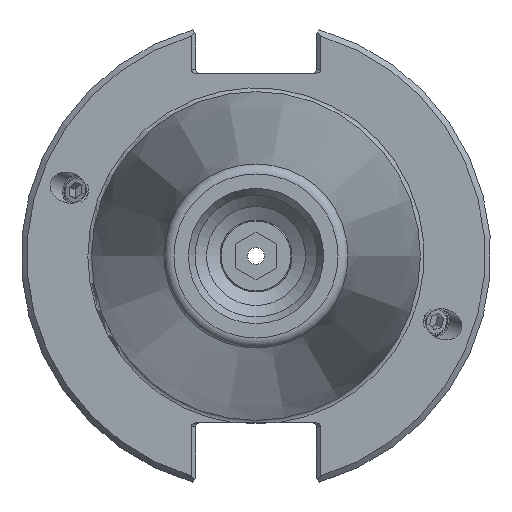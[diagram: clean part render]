
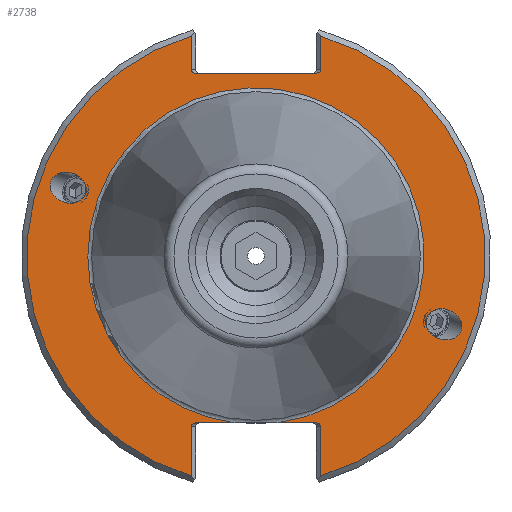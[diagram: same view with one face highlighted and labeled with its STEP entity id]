
A CAD part, left-side view. The second image highlights one B-rep face of the part: STEP entity #2738.
In plain terms, the highlighted planar face has unit normal (-1, 0, 0).
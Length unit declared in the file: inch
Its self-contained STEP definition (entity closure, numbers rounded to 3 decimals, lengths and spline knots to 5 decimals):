
#133=LINE('',#5478,#273);
#142=LINE('',#5513,#282);
#149=LINE('',#5542,#289);
#158=LINE('',#5577,#298);
#159=LINE('',#5590,#299);
#164=LINE('',#5638,#304);
#165=LINE('',#5641,#305);
#273=VECTOR('',#3413,0.1782);
#282=VECTOR('',#3442,0.1782);
#289=VECTOR('',#3465,0.2622);
#298=VECTOR('',#3494,0.2622);
#299=VECTOR('',#3507,0.63343);
#304=VECTOR('',#3542,0.205);
#305=VECTOR('',#3547,0.205);
#447=PLANE('',#2985);
#531=ELLIPSE('',#2866,0.09853,0.08071);
#532=ELLIPSE('',#2874,0.09853,0.08071);
#533=ELLIPSE('',#2930,0.02828,0.02);
#540=ELLIPSE('',#2944,0.02828,0.02);
#541=ELLIPSE('',#2948,0.02828,0.02);
#548=ELLIPSE('',#2962,0.02828,0.02);
#595=FACE_BOUND('',#939,.T.);
#596=FACE_BOUND('',#940,.T.);
#721=FACE_OUTER_BOUND('',#938,.T.);
#938=EDGE_LOOP('',(#2222,#2223,#2224,#2225,#2226,#2227,#2228,#2229,#2230,
#2231,#2232,#2233,#2234,#2235));
#939=EDGE_LOOP('',(#2236));
#940=EDGE_LOOP('',(#2237));
#1118=CIRCLE('',#2983,0.895);
#1120=CIRCLE('',#2986,1.22);
#1121=CIRCLE('',#2987,1.22);
#1258=VERTEX_POINT('',#4112);
#1261=VERTEX_POINT('',#4123);
#1351=VERTEX_POINT('',#5456);
#1352=VERTEX_POINT('',#5458);
#1357=VERTEX_POINT('',#5474);
#1363=VERTEX_POINT('',#5498);
#1364=VERTEX_POINT('',#5500);
#1367=VERTEX_POINT('',#5512);
#1368=VERTEX_POINT('',#5518);
#1369=VERTEX_POINT('',#5519);
#1375=VERTEX_POINT('',#5538);
#1381=VERTEX_POINT('',#5562);
#1382=VERTEX_POINT('',#5564);
#1385=VERTEX_POINT('',#5576);
#1394=VERTEX_POINT('',#5621);
#1395=VERTEX_POINT('',#5622);
#1529=EDGE_CURVE('',#1258,#1258,#531,.T.);
#1532=EDGE_CURVE('',#1261,#1261,#532,.T.);
#1644=EDGE_CURVE('',#1351,#1352,#533,.T.);
#1653=EDGE_CURVE('',#1357,#1351,#133,.T.);
#1663=EDGE_CURVE('',#1363,#1364,#540,.T.);
#1668=EDGE_CURVE('',#1364,#1367,#142,.T.);
#1670=EDGE_CURVE('',#1368,#1369,#541,.T.);
#1681=EDGE_CURVE('',#1375,#1368,#149,.T.);
#1691=EDGE_CURVE('',#1381,#1382,#548,.T.);
#1696=EDGE_CURVE('',#1382,#1385,#158,.T.);
#1701=EDGE_CURVE('',#1352,#1363,#159,.T.);
#1715=EDGE_CURVE('',#1394,#1395,#1118,.T.);
#1717=EDGE_CURVE('',#1369,#1394,#164,.T.);
#1718=EDGE_CURVE('',#1367,#1375,#1120,.T.);
#1719=EDGE_CURVE('',#1385,#1357,#1121,.T.);
#1720=EDGE_CURVE('',#1395,#1381,#165,.T.);
#2222=ORIENTED_EDGE('',*,*,#1715,.F.);
#2223=ORIENTED_EDGE('',*,*,#1717,.F.);
#2224=ORIENTED_EDGE('',*,*,#1670,.F.);
#2225=ORIENTED_EDGE('',*,*,#1681,.F.);
#2226=ORIENTED_EDGE('',*,*,#1718,.F.);
#2227=ORIENTED_EDGE('',*,*,#1668,.F.);
#2228=ORIENTED_EDGE('',*,*,#1663,.F.);
#2229=ORIENTED_EDGE('',*,*,#1701,.F.);
#2230=ORIENTED_EDGE('',*,*,#1644,.F.);
#2231=ORIENTED_EDGE('',*,*,#1653,.F.);
#2232=ORIENTED_EDGE('',*,*,#1719,.F.);
#2233=ORIENTED_EDGE('',*,*,#1696,.F.);
#2234=ORIENTED_EDGE('',*,*,#1691,.F.);
#2235=ORIENTED_EDGE('',*,*,#1720,.F.);
#2236=ORIENTED_EDGE('',*,*,#1529,.T.);
#2237=ORIENTED_EDGE('',*,*,#1532,.T.);
#2738=ADVANCED_FACE('',(#721,#595,#596),#447,.T.);
#2866=AXIS2_PLACEMENT_3D('',#4113,#3224,#3225);
#2874=AXIS2_PLACEMENT_3D('',#4124,#3240,#3241);
#2930=AXIS2_PLACEMENT_3D('',#5459,#3395,#3396);
#2944=AXIS2_PLACEMENT_3D('',#5501,#3433,#3434);
#2948=AXIS2_PLACEMENT_3D('',#5520,#3445,#3446);
#2962=AXIS2_PLACEMENT_3D('',#5565,#3485,#3486);
#2983=AXIS2_PLACEMENT_3D('',#5634,#3536,#3537);
#2985=AXIS2_PLACEMENT_3D('',#5637,#3540,#3541);
#2986=AXIS2_PLACEMENT_3D('',#5639,#3543,#3544);
#2987=AXIS2_PLACEMENT_3D('',#5640,#3545,#3546);
#3224=DIRECTION('center_axis',(1.,0.,0.));
#3225=DIRECTION('ref_axis',(0.,-0.94,-0.342));
#3240=DIRECTION('center_axis',(1.,0.,0.));
#3241=DIRECTION('ref_axis',(0.,0.94,0.342));
#3395=DIRECTION('center_axis',(-1.,0.,0.));
#3396=DIRECTION('ref_axis',(0.,1.,0.));
#3413=DIRECTION('',(0.,0.,-1.));
#3433=DIRECTION('center_axis',(-1.,0.,0.));
#3434=DIRECTION('ref_axis',(0.,-1.,0.));
#3442=DIRECTION('',(0.,0.,1.));
#3445=DIRECTION('center_axis',(-1.,0.,0.));
#3446=DIRECTION('ref_axis',(0.,-1.,0.));
#3465=DIRECTION('',(0.,0.,1.));
#3485=DIRECTION('center_axis',(-1.,0.,0.));
#3486=DIRECTION('ref_axis',(0.,1.,0.));
#3494=DIRECTION('',(0.,0.,-1.));
#3507=DIRECTION('',(0.,-1.,0.));
#3536=DIRECTION('center_axis',(-1.,0.,0.));
#3537=DIRECTION('ref_axis',(0.,-1.,0.));
#3540=DIRECTION('center_axis',(-1.,0.,0.));
#3541=DIRECTION('ref_axis',(0.,0.,1.));
#3542=DIRECTION('',(0.,1.,0.));
#3543=DIRECTION('center_axis',(1.,0.,0.));
#3544=DIRECTION('ref_axis',(0.,-1.,0.));
#3545=DIRECTION('center_axis',(1.,0.,0.));
#3546=DIRECTION('ref_axis',(0.,1.,0.));
#3547=DIRECTION('',(0.,1.,0.));
#4112=CARTESIAN_POINT('',(0.125,-0.90631,-0.32987));
#4113=CARTESIAN_POINT('Origin',(0.125,-0.99889,-0.36357));
#4123=CARTESIAN_POINT('',(0.125,0.90631,0.32987));
#4124=CARTESIAN_POINT('Origin',(0.125,0.99889,0.36357));
#5456=CARTESIAN_POINT('',(0.125,0.345,0.992));
#5458=CARTESIAN_POINT('',(0.125,0.31672,0.972));
#5459=CARTESIAN_POINT('Origin',(0.125,0.31672,0.992));
#5474=CARTESIAN_POINT('',(0.125,0.345,1.1702));
#5478=CARTESIAN_POINT('',(0.125,0.345,0.486));
#5498=CARTESIAN_POINT('',(0.125,-0.31672,0.972));
#5500=CARTESIAN_POINT('',(0.125,-0.345,0.992));
#5501=CARTESIAN_POINT('Origin',(0.125,-0.31672,0.992));
#5512=CARTESIAN_POINT('',(0.125,-0.345,1.1702));
#5513=CARTESIAN_POINT('',(0.125,-0.345,0.486));
#5518=CARTESIAN_POINT('',(0.125,-0.345,-0.908));
#5519=CARTESIAN_POINT('',(0.125,-0.31672,-0.888));
#5520=CARTESIAN_POINT('Origin',(0.125,-0.31672,-0.908));
#5538=CARTESIAN_POINT('',(0.125,-0.345,-1.1702));
#5542=CARTESIAN_POINT('',(0.125,-0.345,-0.444));
#5562=CARTESIAN_POINT('',(0.125,0.31672,-0.888));
#5564=CARTESIAN_POINT('',(0.125,0.345,-0.908));
#5565=CARTESIAN_POINT('Origin',(0.125,0.31672,-0.908));
#5576=CARTESIAN_POINT('',(0.125,0.345,-1.1702));
#5577=CARTESIAN_POINT('',(0.125,0.345,-0.444));
#5590=CARTESIAN_POINT('',(0.125,0.53125,0.972));
#5621=CARTESIAN_POINT('',(0.125,-0.11172,-0.888));
#5622=CARTESIAN_POINT('',(0.125,0.11172,-0.888));
#5634=CARTESIAN_POINT('Origin',(0.125,0.,0.));
#5637=CARTESIAN_POINT('Origin',(0.125,1.0625,0.));
#5638=CARTESIAN_POINT('',(0.125,0.53125,-0.888));
#5639=CARTESIAN_POINT('Origin',(0.125,0.,0.));
#5640=CARTESIAN_POINT('Origin',(0.125,0.,0.));
#5641=CARTESIAN_POINT('',(0.125,0.53125,-0.888));
